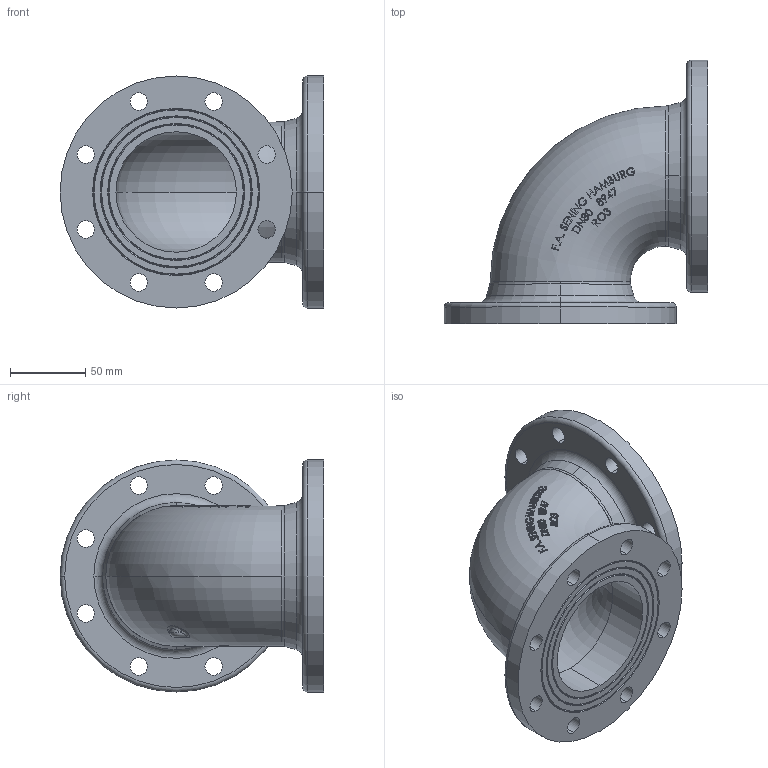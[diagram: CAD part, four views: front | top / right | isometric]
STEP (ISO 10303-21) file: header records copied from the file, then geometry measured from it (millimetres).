
FILE_DESCRIPTION (( 'STEP AP214' ), '1' );
FILE_NAME ('RO3_08947.STEP', '2012-09-24T11:18:26', ( 'Admin2' ), ( '' ), 'SwSTEP 2.0', 'SolidWorks 2010', '' );
FILE_SCHEMA (( 'AUTOMOTIVE_DESIGN' ));
Length unit declared in the file: millimetre
Products named in the file (1): RO3_08947
Bounding box: 175 x 175 x 154 mm (x, y, z)
Volume: 615673.2 mm3; surface area: 148762.8 mm2
Topology: 1 solids, 1 shells, 488 faces, 1266 edges, 834 vertices
Faces by surface type: plane 200, bspline 151, torus 63, cylinder 46, cone 28
Entity records: 23997 total; most frequent: CARTESIAN_POINT 12873, ORIENTED_EDGE 2532, DIRECTION 1436, EDGE_CURVE 1266, VERTEX_POINT 834, B_SPLINE_CURVE_WITH_KNOTS 681, EDGE_LOOP 576, AXIS2_PLACEMENT_3D 513
